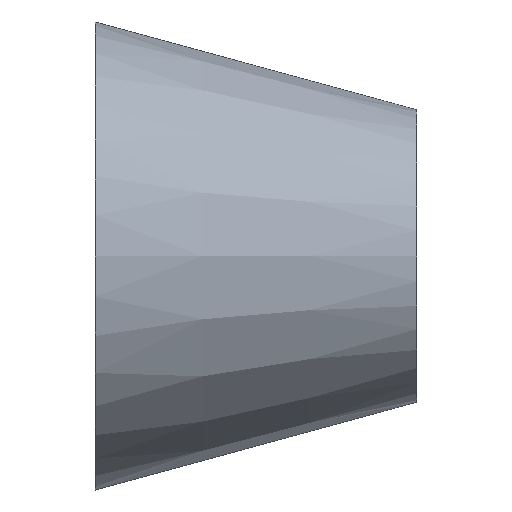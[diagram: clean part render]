
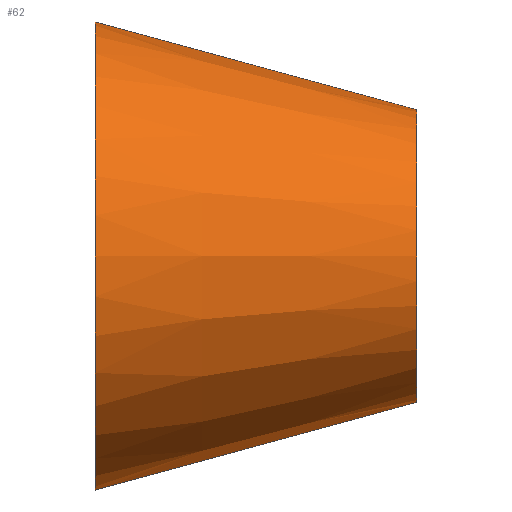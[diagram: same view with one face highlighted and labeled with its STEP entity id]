
A CAD part, front view. The second image highlights one B-rep face of the part: STEP entity #62.
In plain terms, the highlighted conical face has half-angle 15.255 degrees and reference radius 10 mm.
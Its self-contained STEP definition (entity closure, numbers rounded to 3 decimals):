
#1 = VECTOR ( 'NONE', #61, 1000. ) ;
#2 = EDGE_CURVE ( 'NONE', #158, #20, #59, .T. ) ;
#5 = CARTESIAN_POINT ( 'NONE',  ( 22., 0., 0. ) ) ;
#7 = AXIS2_PLACEMENT_3D ( 'NONE', #105, #172, #141 ) ;
#19 = EDGE_CURVE ( 'NONE', #126, #158, #145, .T. ) ;
#20 = VERTEX_POINT ( 'NONE', #211 ) ;
#23 = DIRECTION ( 'NONE',  ( 0., 0., 1. ) ) ;
#25 = ORIENTED_EDGE ( 'NONE', *, *, #2, .F. ) ;
#27 = EDGE_CURVE ( 'NONE', #126, #114, #39, .T. ) ;
#36 = ORIENTED_EDGE ( 'NONE', *, *, #27, .T. ) ;
#39 = LINE ( 'NONE', #232, #173 ) ;
#50 = CARTESIAN_POINT ( 'NONE',  ( 0., 0., 0. ) ) ;
#59 = LINE ( 'NONE', #231, #1 ) ;
#61 = DIRECTION ( 'NONE',  ( -0.965, 0., -0.263 ) ) ;
#62 = ADVANCED_FACE ( 'NONE', ( #157 ), #233, .T. ) ;
#65 = DIRECTION ( 'NONE',  ( -0.965, 0., 0.263 ) ) ;
#68 = CARTESIAN_POINT ( 'NONE',  ( 22., 0., -10. ) ) ;
#74 = CARTESIAN_POINT ( 'NONE',  ( 22., 0., 10. ) ) ;
#88 = AXIS2_PLACEMENT_3D ( 'NONE', #5, #195, #23 ) ;
#105 = CARTESIAN_POINT ( 'NONE',  ( 22., 0., 0. ) ) ;
#110 = AXIS2_PLACEMENT_3D ( 'NONE', #50, #144, #184 ) ;
#114 = VERTEX_POINT ( 'NONE', #198 ) ;
#126 = VERTEX_POINT ( 'NONE', #74 ) ;
#141 = DIRECTION ( 'NONE',  ( 0., 0., -1. ) ) ;
#144 = DIRECTION ( 'NONE',  ( 1., 0., 0. ) ) ;
#145 = CIRCLE ( 'NONE', #7, 10. ) ;
#154 = ORIENTED_EDGE ( 'NONE', *, *, #19, .F. ) ;
#157 = FACE_OUTER_BOUND ( 'NONE', #174, .T. ) ;
#158 = VERTEX_POINT ( 'NONE', #68 ) ;
#172 = DIRECTION ( 'NONE',  ( 1., 0., 0. ) ) ;
#173 = VECTOR ( 'NONE', #65, 1000. ) ;
#174 = EDGE_LOOP ( 'NONE', ( #25, #154, #36, #224 ) ) ;
#181 = EDGE_CURVE ( 'NONE', #114, #20, #216, .T. ) ;
#184 = DIRECTION ( 'NONE',  ( 0., 0., -1. ) ) ;
#195 = DIRECTION ( 'NONE',  ( -1., 0., 0. ) ) ;
#198 = CARTESIAN_POINT ( 'NONE',  ( 0., 0., 16. ) ) ;
#211 = CARTESIAN_POINT ( 'NONE',  ( 0., 0., -16. ) ) ;
#216 = CIRCLE ( 'NONE', #110, 16. ) ;
#224 = ORIENTED_EDGE ( 'NONE', *, *, #181, .T. ) ;
#231 = CARTESIAN_POINT ( 'NONE',  ( 22., 0., -10. ) ) ;
#232 = CARTESIAN_POINT ( 'NONE',  ( 22., 0., 10. ) ) ;
#233 = CONICAL_SURFACE ( 'NONE', #88, 10., 0.266 ) ;
